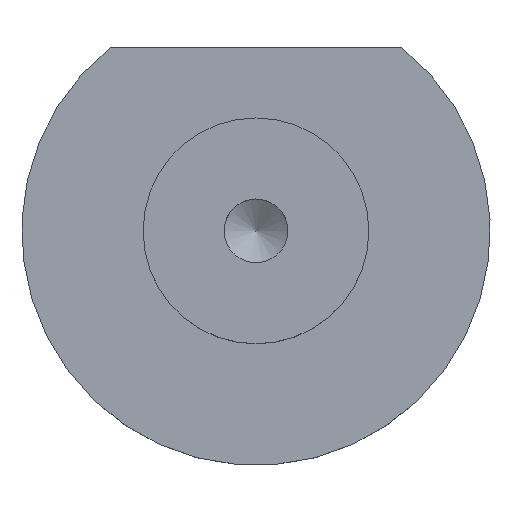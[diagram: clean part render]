
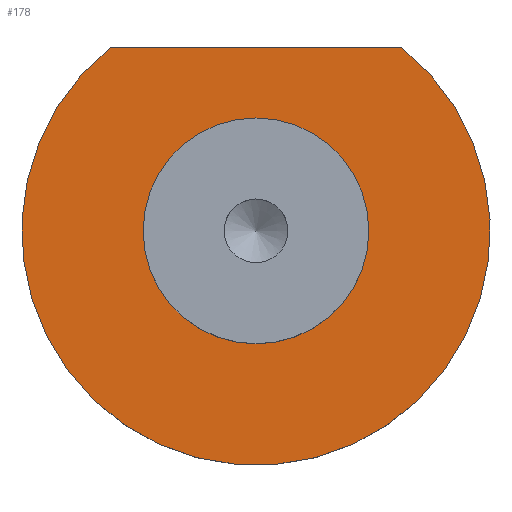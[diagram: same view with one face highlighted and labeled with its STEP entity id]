
A CAD part, top view. The second image highlights one B-rep face of the part: STEP entity #178.
In plain terms, the highlighted planar face has unit normal (0, 0, 1).
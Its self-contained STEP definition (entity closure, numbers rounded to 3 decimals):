
#50=FACE_BOUND('',#331,.T.);
#51=FACE_BOUND('',#332,.T.);
#67=CIRCLE('',#1123,41.5);
#68=CIRCLE('',#1125,20.);
#178=ADVANCED_FACE('',(#50,#51),#229,.F.);
#229=PLANE('',#1126);
#331=EDGE_LOOP('',(#616));
#332=EDGE_LOOP('',(#617,#618));
#616=ORIENTED_EDGE('',*,*,#862,.T.);
#617=ORIENTED_EDGE('',*,*,#860,.F.);
#618=ORIENTED_EDGE('',*,*,#861,.F.);
#717=VERTEX_POINT('',#1735);
#718=VERTEX_POINT('',#1737);
#719=VERTEX_POINT('',#1743);
#860=EDGE_CURVE('',#718,#717,#937,.T.);
#861=EDGE_CURVE('',#717,#718,#67,.T.);
#862=EDGE_CURVE('',#719,#719,#68,.T.);
#937=LINE('',#1738,#1009);
#1009=VECTOR('',#1429,1.);
#1123=AXIS2_PLACEMENT_3D('',#1740,#1432,#1433);
#1125=AXIS2_PLACEMENT_3D('',#1742,#1436,#1437);
#1126=AXIS2_PLACEMENT_3D('',#1744,#1438,#1439);
#1429=DIRECTION('',(1.,0.,0.));
#1432=DIRECTION('',(0.,0.,-1.));
#1433=DIRECTION('',(-1.,0.,0.));
#1436=DIRECTION('',(0.,0.,-1.));
#1437=DIRECTION('',(-1.,0.,0.));
#1438=DIRECTION('',(0.,0.,-1.));
#1439=DIRECTION('',(-1.,0.,0.));
#1735=CARTESIAN_POINT('',(25.807,32.5,11.));
#1737=CARTESIAN_POINT('',(-25.807,32.5,11.));
#1738=CARTESIAN_POINT('',(0.,32.5,11.));
#1740=CARTESIAN_POINT('',(0.,0.,11.));
#1742=CARTESIAN_POINT('',(0.,0.,11.));
#1743=CARTESIAN_POINT('',(-20.,0.,11.));
#1744=CARTESIAN_POINT('',(0.,-20.,11.));
